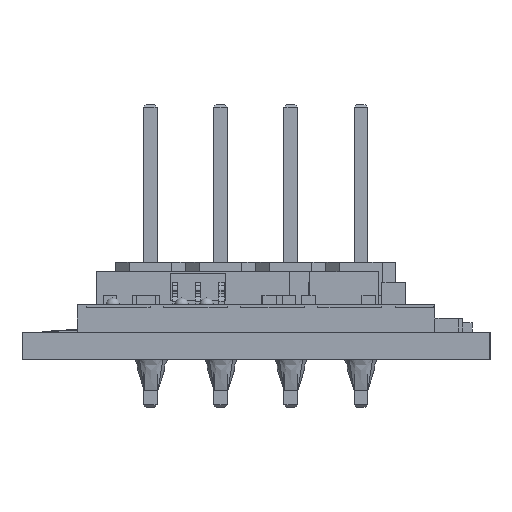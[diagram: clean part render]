
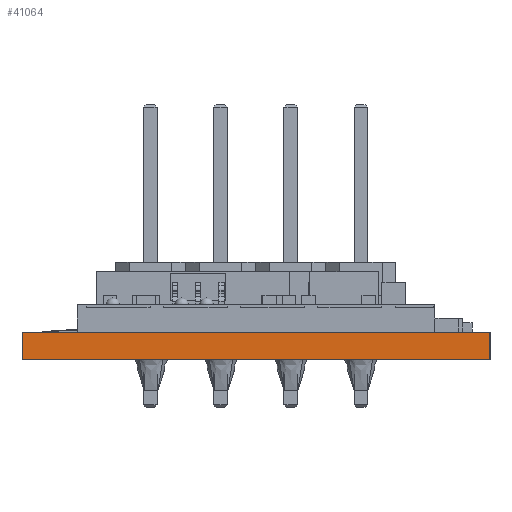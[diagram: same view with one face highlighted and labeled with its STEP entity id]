
A CAD part, left-side view. The second image highlights one B-rep face of the part: STEP entity #41064.
In plain terms, the highlighted planar face has unit normal (-1, 0, 0).
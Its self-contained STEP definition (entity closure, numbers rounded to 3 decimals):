
#3083=FACE_OUTER_BOUND('',#5486,.T.);
#5486=EDGE_LOOP('',(#29838,#29839,#29840,#29841));
#8568=LINE('',#60649,#13345);
#8579=LINE('',#60697,#13356);
#8580=LINE('',#60700,#13357);
#8581=LINE('',#60701,#13358);
#13345=VECTOR('',#47435,10.);
#13356=VECTOR('',#47490,10.);
#13357=VECTOR('',#47493,10.);
#13358=VECTOR('',#47494,10.);
#17942=VERTEX_POINT('',#60642);
#17945=VERTEX_POINT('',#60647);
#17960=VERTEX_POINT('',#60695);
#17961=VERTEX_POINT('',#60699);
#22428=EDGE_CURVE('',#17945,#17942,#8568,.T.);
#22451=EDGE_CURVE('',#17945,#17960,#8579,.T.);
#22452=EDGE_CURVE('',#17961,#17960,#8580,.T.);
#22453=EDGE_CURVE('',#17942,#17961,#8581,.T.);
#29838=ORIENTED_EDGE('',*,*,#22428,.F.);
#29839=ORIENTED_EDGE('',*,*,#22451,.T.);
#29840=ORIENTED_EDGE('',*,*,#22452,.F.);
#29841=ORIENTED_EDGE('',*,*,#22453,.F.);
#39100=PLANE('',#43648);
#41064=ADVANCED_FACE('',(#3083),#39100,.T.);
#43648=AXIS2_PLACEMENT_3D('',#60698,#47491,#47492);
#47435=DIRECTION('',(0.,1.,0.));
#47490=DIRECTION('',(0.,0.,1.));
#47491=DIRECTION('center_axis',(-1.,0.,0.));
#47492=DIRECTION('ref_axis',(0.,-1.,0.));
#47493=DIRECTION('',(0.,-1.,0.));
#47494=DIRECTION('',(0.,0.,1.));
#60642=CARTESIAN_POINT('',(-18.5,8.5,0.));
#60647=CARTESIAN_POINT('',(-18.5,-8.5,0.));
#60649=CARTESIAN_POINT('',(-18.5,-8.5,0.));
#60695=CARTESIAN_POINT('',(-18.5,-8.5,1.));
#60697=CARTESIAN_POINT('',(-18.5,-8.5,0.));
#60698=CARTESIAN_POINT('Origin',(-18.5,8.5,0.));
#60699=CARTESIAN_POINT('',(-18.5,8.5,1.));
#60700=CARTESIAN_POINT('',(-18.5,-8.5,1.));
#60701=CARTESIAN_POINT('',(-18.5,8.5,0.));
